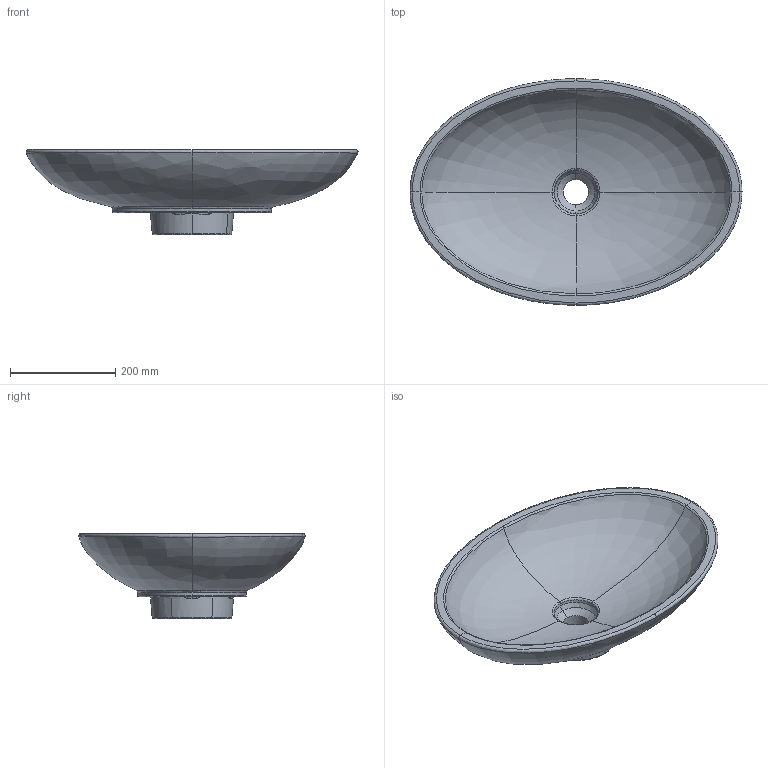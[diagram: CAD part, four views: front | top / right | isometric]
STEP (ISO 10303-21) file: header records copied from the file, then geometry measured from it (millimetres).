
FILE_DESCRIPTION(/* description */ (''),/* implementation_level */ '2;1');
FILE_NAME(/* name */ '515110_Loop_Slim_oval_63X43.stp',/* time_stamp */ '2018-11-08T09:09:07+01:00',/* author */ (''),/* organization */ (''),/* preprocessor_version */ 'ST-DEVELOPER v16',/* originating_system */ 'SIEMENS PLM Software NX 10.0',/* authorisation */ '');
FILE_SCHEMA (('AUTOMOTIVE_DESIGN { 1 0 10303 214 3 1 1 1 }'));
Length unit declared in the file: millimetre
Products named in the file (1): Sier177CB10Fv1km
Bounding box: 630.05 x 429.89 x 161.52 mm (x, y, z)
Volume: 6506978.4 mm3; surface area: 568537.2 mm2
Topology: 1 solids, 1 shells, 75 faces, 197 edges, 124 vertices
Faces by surface type: bspline 64, plane 8, cone 2, cylinder 1
Full cylindrical faces by diameter (mm): 48.147 x1
Entity records: 9405 total; most frequent: CARTESIAN_POINT 8098, ORIENTED_EDGE 382, EDGE_CURVE 191, B_SPLINE_CURVE_WITH_KNOTS 127, VERTEX_POINT 121, DIRECTION 93, EDGE_LOOP 80, ADVANCED_FACE 75
